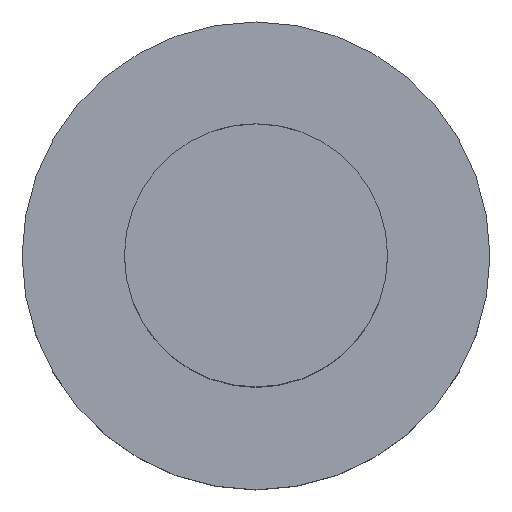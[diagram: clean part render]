
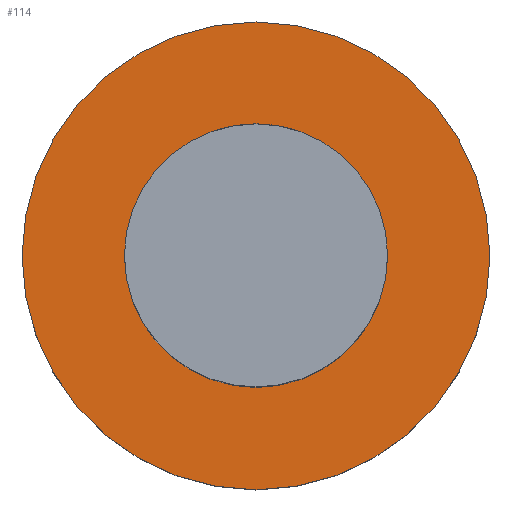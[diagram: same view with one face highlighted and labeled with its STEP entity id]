
A CAD part, top view. The second image highlights one B-rep face of the part: STEP entity #114.
In plain terms, the highlighted planar face has unit normal (0, 0, 1).
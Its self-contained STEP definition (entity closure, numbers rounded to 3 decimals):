
#69=EDGE_CURVE('240[2]',#171,#171,#172,.T.);
#100=EDGE_CURVE('240[2]',#218,#218,#219,.T.);
#114=ADVANCED_FACE('240[2]',(#237,#238),#239,.T.);
#171=VERTEX_POINT('',#365);
#172=CIRCLE('',#366,32.0);
#218=VERTEX_POINT('',#524);
#219=CIRCLE('',#525,18.0);
#237=FACE_BOUND('',#580,.T.);
#238=FACE_OUTER_BOUND('',#581,.T.);
#239=PLANE('',#582);
#365=CARTESIAN_POINT('',(0.,32.0,0.));
#366=AXIS2_PLACEMENT_3D('',#636,#637,#638);
#524=CARTESIAN_POINT('',(18.0,0.0,0.0));
#525=AXIS2_PLACEMENT_3D('',#682,#683,#684);
#580=EDGE_LOOP('',(#700));
#581=EDGE_LOOP('',(#701));
#582=AXIS2_PLACEMENT_3D('',#702,#703,#704);
#636=CARTESIAN_POINT('',(0.0,0.0,0.0));
#637=DIRECTION('',(0.,0.,1.0));
#638=DIRECTION('',(0.,1.0,0.));
#682=CARTESIAN_POINT('',(0.0,0.0,0.));
#683=DIRECTION('',(0.,0.,-1.0));
#684=DIRECTION('',(1.0,0.,0.));
#700=ORIENTED_EDGE('',*,*,#100,.T.);
#701=ORIENTED_EDGE('',*,*,#69,.T.);
#702=CARTESIAN_POINT('',(0.,16.0,0.));
#703=DIRECTION('',(0.,0.,1.0));
#704=DIRECTION('',(1.0,0.,0.0));
